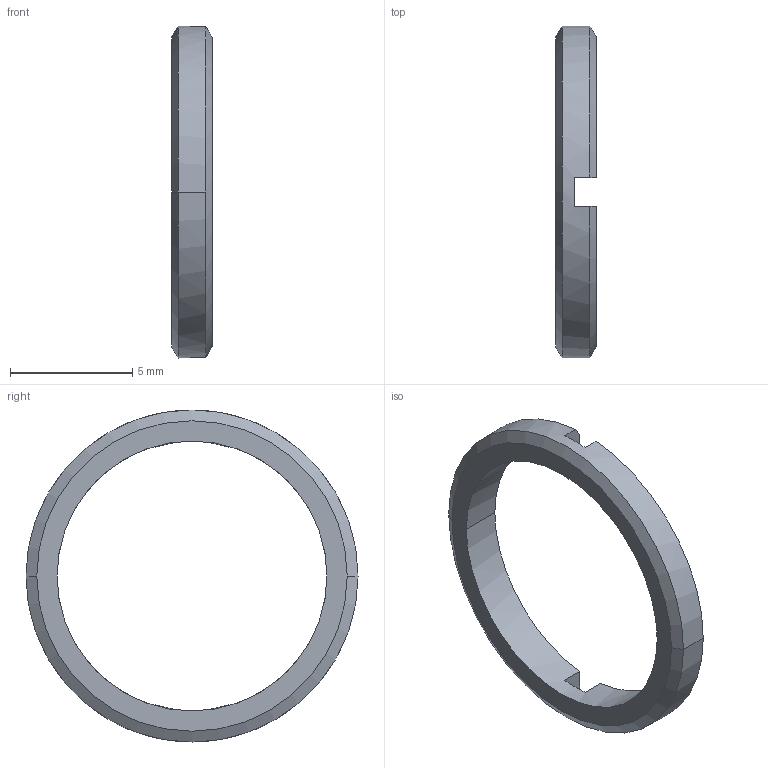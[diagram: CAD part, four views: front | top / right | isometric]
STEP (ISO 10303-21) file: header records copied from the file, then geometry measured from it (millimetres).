
FILE_DESCRIPTION(('FreeCAD Model'),'2;1');
FILE_NAME('Open CASCADE Shape Model','2024-02-16T14:34:49',(''),(''), 'Open CASCADE STEP processor 7.6','FreeCAD','Unknown');
FILE_SCHEMA(('AP242_MANAGED_MODEL_BASED_3D_ENGINEERING_MIM_LF. {1 0 10303 442 1 1 4 }'));
Length unit declared in the file: millimetre
Products named in the file (1): lens-nut
Bounding box: 1.65 x 13.59 x 13.59 mm (x, y, z)
Volume: 73.9 mm3; surface area: 210.5 mm2
Topology: 1 solids, 1 shells, 18 faces, 48 edges, 31 vertices
Faces by surface type: plane 9, cone 5, cylinder 4
Entity records: 599 total; most frequent: CARTESIAN_POINT 110, DIRECTION 103, ORIENTED_EDGE 96, EDGE_CURVE 48, AXIS2_PLACEMENT_3D 40, VERTEX_POINT 31, LINE 23, VECTOR 23
